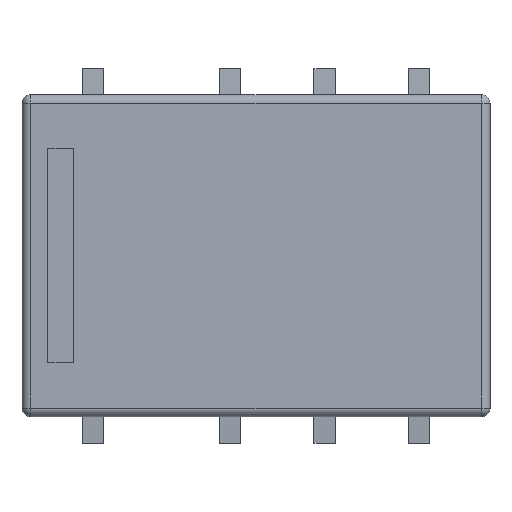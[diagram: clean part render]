
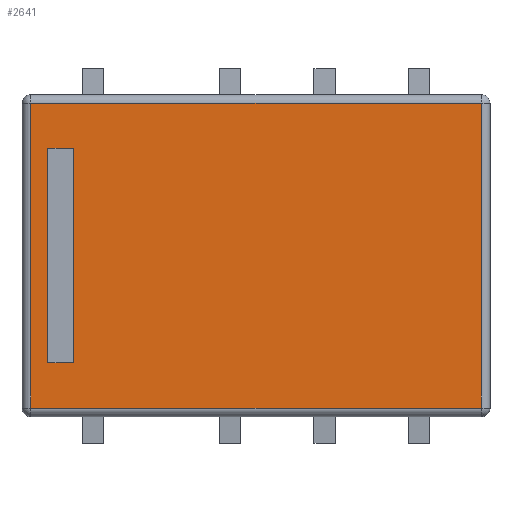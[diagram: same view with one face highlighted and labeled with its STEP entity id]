
A CAD part, top view. The second image highlights one B-rep face of the part: STEP entity #2641.
In plain terms, the highlighted free-form (B-spline) face has degree [1, 1] with [2, 2] control points.
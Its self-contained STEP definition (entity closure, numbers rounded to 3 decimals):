
#2190=CARTESIAN_POINT('',(5.25,-3.55,5.4));
#2191=VERTEX_POINT('',#2190);
#2225=CARTESIAN_POINT('',(5.25,3.55,5.4));
#2226=VERTEX_POINT('',#2225);
#2251=CARTESIAN_POINT('',(-5.25,-3.55,5.4));
#2252=VERTEX_POINT('',#2251);
#2284=CARTESIAN_POINT('',(-5.25,3.55,5.4));
#2285=VERTEX_POINT('',#2284);
#2359=CARTESIAN_POINT('',(-5.25,-3.55,5.4));
#2360=DIRECTION('',(0.0,1.0,0.0));
#2361=VECTOR('',#2360,7.1);
#2362=LINE('',#2359,#2361);
#2363=EDGE_CURVE('',#2252,#2285,#2362,.T.);
#2381=CARTESIAN_POINT('',(-5.25,3.55,5.4));
#2382=DIRECTION('',(1.0,0.0,0.0));
#2383=VECTOR('',#2382,10.5);
#2384=LINE('',#2381,#2383);
#2385=EDGE_CURVE('',#2285,#2226,#2384,.T.);
#2403=CARTESIAN_POINT('',(5.25,-3.55,5.4));
#2404=DIRECTION('',(-1.0,0.0,0.0));
#2405=VECTOR('',#2404,10.5);
#2406=LINE('',#2403,#2405);
#2407=EDGE_CURVE('',#2191,#2252,#2406,.T.);
#2457=CARTESIAN_POINT('',(5.25,3.55,5.4));
#2458=DIRECTION('',(0.0,-1.0,0.0));
#2459=VECTOR('',#2458,7.1);
#2460=LINE('',#2457,#2459);
#2461=EDGE_CURVE('',#2226,#2191,#2460,.T.);
#2596=CARTESIAN_POINT('',(-5.25,-3.55,5.4));
#2597=CARTESIAN_POINT('',(5.25,-3.55,5.4));
#2598=CARTESIAN_POINT('',(-5.25,3.55,5.4));
#2599=CARTESIAN_POINT('',(5.25,3.55,5.4));
#2600=B_SPLINE_SURFACE_WITH_KNOTS('',1,1,((#2596,#2598),(#2597,#2599)),.UNSPECIFIED.,.F.,.F.,.U.,(2,2),(2,2),(0.0,10.5),(0.0,7.1),.UNSPECIFIED.);
#2601=ORIENTED_EDGE('',*,*,#2363,.F.);
#2602=ORIENTED_EDGE('',*,*,#2407,.F.);
#2603=ORIENTED_EDGE('',*,*,#2461,.F.);
#2604=ORIENTED_EDGE('',*,*,#2385,.F.);
#2605=EDGE_LOOP('',(#2601,#2602,#2603,#2604));
#2606=FACE_OUTER_BOUND('',#2605,.T.);
#2607=CARTESIAN_POINT('',(-4.25,-2.5,5.4));
#2608=VERTEX_POINT('',#2607);
#2609=CARTESIAN_POINT('',(-4.85,-2.5,5.4));
#2610=VERTEX_POINT('',#2609);
#2611=CARTESIAN_POINT('',(-4.25,-2.5,5.4));
#2612=DIRECTION('',(-1.0,0.0,0.0));
#2613=VECTOR('',#2612,0.6);
#2614=LINE('',#2611,#2613);
#2615=EDGE_CURVE('',#2608,#2610,#2614,.T.);
#2616=ORIENTED_EDGE('',*,*,#2615,.T.);
#2617=CARTESIAN_POINT('',(-4.85,2.5,5.4));
#2618=VERTEX_POINT('',#2617);
#2619=CARTESIAN_POINT('',(-4.85,-2.5,5.4));
#2620=DIRECTION('',(0.0,1.0,0.0));
#2621=VECTOR('',#2620,5.0);
#2622=LINE('',#2619,#2621);
#2623=EDGE_CURVE('',#2610,#2618,#2622,.T.);
#2624=ORIENTED_EDGE('',*,*,#2623,.T.);
#2625=CARTESIAN_POINT('',(-4.25,2.5,5.4));
#2626=VERTEX_POINT('',#2625);
#2627=CARTESIAN_POINT('',(-4.85,2.5,5.4));
#2628=DIRECTION('',(1.0,0.0,0.0));
#2629=VECTOR('',#2628,0.6);
#2630=LINE('',#2627,#2629);
#2631=EDGE_CURVE('',#2618,#2626,#2630,.T.);
#2632=ORIENTED_EDGE('',*,*,#2631,.T.);
#2633=CARTESIAN_POINT('',(-4.25,2.5,5.4));
#2634=DIRECTION('',(0.0,-1.0,0.0));
#2635=VECTOR('',#2634,5.0);
#2636=LINE('',#2633,#2635);
#2637=EDGE_CURVE('',#2626,#2608,#2636,.T.);
#2638=ORIENTED_EDGE('',*,*,#2637,.T.);
#2639=EDGE_LOOP('',(#2616,#2624,#2632,#2638));
#2640=FACE_BOUND('',#2639,.T.);
#2641=ADVANCED_FACE('',(#2606,#2640),#2600,.T.);
